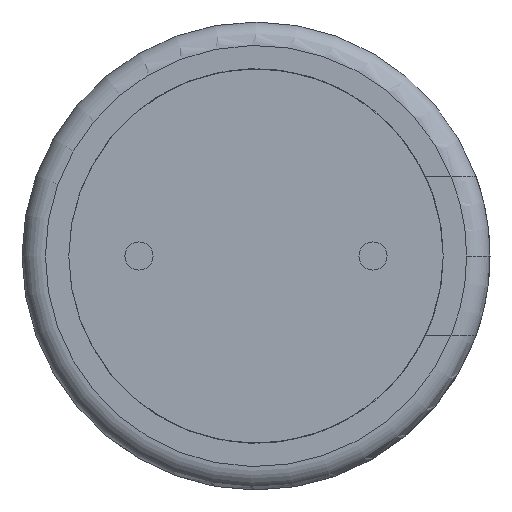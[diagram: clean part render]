
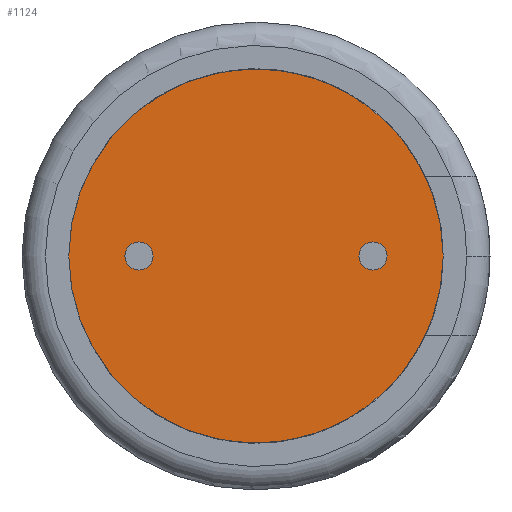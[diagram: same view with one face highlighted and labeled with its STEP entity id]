
A CAD part, front view. The second image highlights one B-rep face of the part: STEP entity #1124.
In plain terms, the highlighted planar face has unit normal (0, -1, 0).
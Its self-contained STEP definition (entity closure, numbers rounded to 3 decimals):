
#17 = CARTESIAN_POINT ( 'NONE',  ( -2.5, 0.1, -0.3 ) ) ;
#68 = DIRECTION ( 'NONE',  ( 0., -1., 0. ) ) ;
#116 = CIRCLE ( 'NONE', #747, 0.3 ) ;
#156 = VERTEX_POINT ( 'NONE', #755 ) ;
#166 = EDGE_CURVE ( 'NONE', #1002, #188, #116, .T. ) ;
#167 = DIRECTION ( 'NONE',  ( 0., -1., 0. ) ) ;
#172 = DIRECTION ( 'NONE',  ( 1., 0., 0. ) ) ;
#188 = VERTEX_POINT ( 'NONE', #17 ) ;
#203 = CARTESIAN_POINT ( 'NONE',  ( 2.5, 0.1, -0.3 ) ) ;
#231 = AXIS2_PLACEMENT_3D ( 'NONE', #1190, #387, #1791 ) ;
#387 = DIRECTION ( 'NONE',  ( 0., -1., 0. ) ) ;
#417 = ORIENTED_EDGE ( 'NONE', *, *, #1136, .F. ) ;
#429 = DIRECTION ( 'NONE',  ( 0., -1., 0. ) ) ;
#441 = CARTESIAN_POINT ( 'NONE',  ( 2.5, 0.1, 0. ) ) ;
#476 = AXIS2_PLACEMENT_3D ( 'NONE', #1256, #68, #1480 ) ;
#524 = CIRCLE ( 'NONE', #476, 4. ) ;
#699 = EDGE_CURVE ( 'NONE', #1897, #721, #1514, .T. ) ;
#721 = VERTEX_POINT ( 'NONE', #1354 ) ;
#747 = AXIS2_PLACEMENT_3D ( 'NONE', #1428, #429, #1618 ) ;
#755 = CARTESIAN_POINT ( 'NONE',  ( 2.5, 0.1, 0.3 ) ) ;
#824 = EDGE_LOOP ( 'NONE', ( #1719, #2568 ) ) ;
#851 = ORIENTED_EDGE ( 'NONE', *, *, #699, .T. ) ;
#925 = DIRECTION ( 'NONE',  ( 1., 0., 0. ) ) ;
#942 = CIRCLE ( 'NONE', #1332, 0.3 ) ;
#983 = CARTESIAN_POINT ( 'NONE',  ( 0., 0.1, 0. ) ) ;
#992 = CIRCLE ( 'NONE', #1676, 0.3 ) ;
#1002 = VERTEX_POINT ( 'NONE', #1970 ) ;
#1013 = ORIENTED_EDGE ( 'NONE', *, *, #166, .F. ) ;
#1035 = FACE_BOUND ( 'NONE', #824, .T. ) ;
#1124 = ADVANCED_FACE ( 'NONE', ( #1193, #2218, #1035 ), #1759, .T. ) ;
#1136 = EDGE_CURVE ( 'NONE', #188, #1002, #1337, .T. ) ;
#1190 = CARTESIAN_POINT ( 'NONE',  ( -2.5, 0.1, 0. ) ) ;
#1193 = FACE_BOUND ( 'NONE', #2266, .T. ) ;
#1256 = CARTESIAN_POINT ( 'NONE',  ( 0., 0.1, 0. ) ) ;
#1319 = AXIS2_PLACEMENT_3D ( 'NONE', #983, #2187, #172 ) ;
#1332 = AXIS2_PLACEMENT_3D ( 'NONE', #1936, #1762, #925 ) ;
#1337 = CIRCLE ( 'NONE', #231, 0.3 ) ;
#1354 = CARTESIAN_POINT ( 'NONE',  ( -4., 0.1, 0. ) ) ;
#1428 = CARTESIAN_POINT ( 'NONE',  ( -2.5, 0.1, 0. ) ) ;
#1480 = DIRECTION ( 'NONE',  ( 1., 0., 0. ) ) ;
#1514 = CIRCLE ( 'NONE', #1319, 4. ) ;
#1566 = DIRECTION ( 'NONE',  ( 1., 0., 0. ) ) ;
#1618 = DIRECTION ( 'NONE',  ( 1., 0., 0. ) ) ;
#1676 = AXIS2_PLACEMENT_3D ( 'NONE', #441, #2083, #2091 ) ;
#1719 = ORIENTED_EDGE ( 'NONE', *, *, #2474, .T. ) ;
#1759 = PLANE ( 'NONE',  #2107 ) ;
#1762 = DIRECTION ( 'NONE',  ( 0., 1., 0. ) ) ;
#1791 = DIRECTION ( 'NONE',  ( 1., 0., 0. ) ) ;
#1795 = EDGE_CURVE ( 'NONE', #721, #1897, #524, .T. ) ;
#1869 = CARTESIAN_POINT ( 'NONE',  ( 4., 0.1, 0. ) ) ;
#1897 = VERTEX_POINT ( 'NONE', #1869 ) ;
#1936 = CARTESIAN_POINT ( 'NONE',  ( 2.5, 0.1, 0. ) ) ;
#1970 = CARTESIAN_POINT ( 'NONE',  ( -2.5, 0.1, 0.3 ) ) ;
#2040 = VERTEX_POINT ( 'NONE', #203 ) ;
#2083 = DIRECTION ( 'NONE',  ( 0., 1., 0. ) ) ;
#2091 = DIRECTION ( 'NONE',  ( 1., 0., 0. ) ) ;
#2107 = AXIS2_PLACEMENT_3D ( 'NONE', #2173, #167, #1566 ) ;
#2173 = CARTESIAN_POINT ( 'NONE',  ( 0., 0.1, 0. ) ) ;
#2187 = DIRECTION ( 'NONE',  ( 0., -1., 0. ) ) ;
#2205 = EDGE_LOOP ( 'NONE', ( #851, #2378 ) ) ;
#2218 = FACE_OUTER_BOUND ( 'NONE', #2205, .T. ) ;
#2266 = EDGE_LOOP ( 'NONE', ( #417, #1013 ) ) ;
#2378 = ORIENTED_EDGE ( 'NONE', *, *, #1795, .T. ) ;
#2474 = EDGE_CURVE ( 'NONE', #2040, #156, #942, .T. ) ;
#2568 = ORIENTED_EDGE ( 'NONE', *, *, #2624, .T. ) ;
#2624 = EDGE_CURVE ( 'NONE', #156, #2040, #992, .T. ) ;
